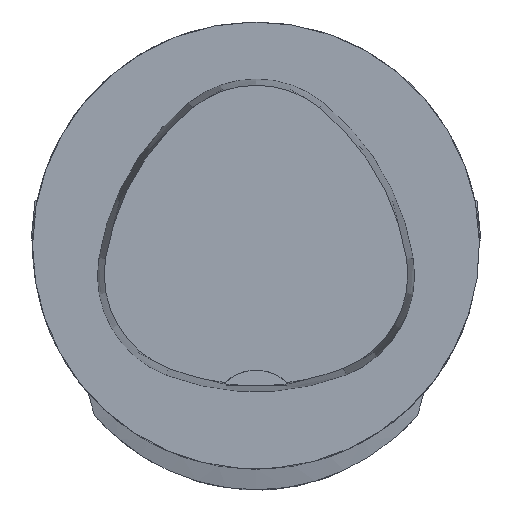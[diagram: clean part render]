
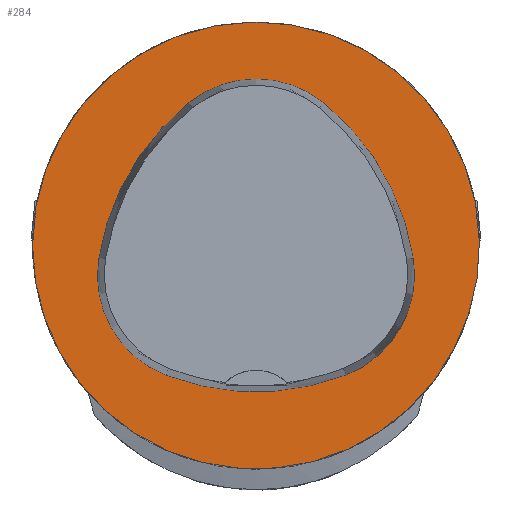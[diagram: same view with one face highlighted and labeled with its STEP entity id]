
A CAD part, top view. The second image highlights one B-rep face of the part: STEP entity #284.
In plain terms, the highlighted planar face has unit normal (0, 0, 1).
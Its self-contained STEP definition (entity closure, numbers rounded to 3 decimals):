
#284=ADVANCED_FACE('',(#708,#709),#359,.T.);
#359=PLANE('',#1952);
#708=FACE_BOUND('',#758,.T.);
#709=FACE_BOUND('',#759,.T.);
#758=EDGE_LOOP('',(#1034,#1035,#1036,#1037,#1038,#1039));
#759=EDGE_LOOP('',(#1040));
#1034=ORIENTED_EDGE('',*,*,#1619,.T.);
#1035=ORIENTED_EDGE('',*,*,#1599,.T.);
#1036=ORIENTED_EDGE('',*,*,#1603,.T.);
#1037=ORIENTED_EDGE('',*,*,#1606,.T.);
#1038=ORIENTED_EDGE('',*,*,#1609,.T.);
#1039=ORIENTED_EDGE('',*,*,#1617,.T.);
#1040=ORIENTED_EDGE('',*,*,#1587,.F.);
#1398=VERTEX_POINT('',#2894);
#1409=VERTEX_POINT('',#2928);
#1410=VERTEX_POINT('',#2929);
#1413=VERTEX_POINT('',#2937);
#1415=VERTEX_POINT('',#2943);
#1417=VERTEX_POINT('',#2949);
#1424=VERTEX_POINT('',#2970);
#1587=EDGE_CURVE('',#1398,#1398,#1745,.T.);
#1599=EDGE_CURVE('',#1409,#1410,#1746,.T.);
#1603=EDGE_CURVE('',#1410,#1413,#1748,.T.);
#1606=EDGE_CURVE('',#1413,#1415,#1750,.T.);
#1609=EDGE_CURVE('',#1415,#1417,#1752,.T.);
#1617=EDGE_CURVE('',#1417,#1424,#1756,.T.);
#1619=EDGE_CURVE('',#1424,#1409,#1758,.T.);
#1745=CIRCLE('',#1923,25.);
#1746=CIRCLE('',#1930,28.);
#1748=CIRCLE('',#1933,12.);
#1750=CIRCLE('',#1936,28.);
#1752=CIRCLE('',#1939,12.);
#1756=CIRCLE('',#1944,28.);
#1758=CIRCLE('',#1947,12.);
#1923=AXIS2_PLACEMENT_3D('',#2893,#2231,#2232);
#1930=AXIS2_PLACEMENT_3D('',#2927,#2249,#2250);
#1933=AXIS2_PLACEMENT_3D('',#2936,#2257,#2258);
#1936=AXIS2_PLACEMENT_3D('',#2942,#2264,#2265);
#1939=AXIS2_PLACEMENT_3D('',#2948,#2271,#2272);
#1944=AXIS2_PLACEMENT_3D('',#2971,#2283,#2284);
#1947=AXIS2_PLACEMENT_3D('',#2974,#2289,#2290);
#1952=AXIS2_PLACEMENT_3D('',#2979,#2299,#2300);
#2231=DIRECTION('',(0.,0.,-1.));
#2232=DIRECTION('',(-1.,0.,0.));
#2249=DIRECTION('',(0.,0.,-1.));
#2250=DIRECTION('',(-1.,0.,0.));
#2257=DIRECTION('',(0.,0.,-1.));
#2258=DIRECTION('',(-1.,0.,0.));
#2264=DIRECTION('',(0.,0.,-1.));
#2265=DIRECTION('',(-1.,0.,0.));
#2271=DIRECTION('',(0.,0.,-1.));
#2272=DIRECTION('',(-1.,0.,0.));
#2283=DIRECTION('',(0.,0.,-1.));
#2284=DIRECTION('',(-1.,0.,0.));
#2289=DIRECTION('',(0.,0.,-1.));
#2290=DIRECTION('',(-1.,0.,0.));
#2299=DIRECTION('',(0.,0.,1.));
#2300=DIRECTION('',(1.,0.,0.));
#2893=CARTESIAN_POINT('',(0.,0.,0.));
#2894=CARTESIAN_POINT('',(-25.,0.,0.));
#2927=CARTESIAN_POINT('',(10.068,-5.824,0.));
#2928=CARTESIAN_POINT('',(-17.584,-1.424,0.));
#2929=CARTESIAN_POINT('',(-7.531,15.953,0.));
#2936=CARTESIAN_POINT('',(0.011,6.62,0.));
#2937=CARTESIAN_POINT('',(7.567,15.942,0.));
#2942=CARTESIAN_POINT('',(-10.063,-5.81,0.));
#2943=CARTESIAN_POINT('',(17.59,-1.418,0.));
#2948=CARTESIAN_POINT('',(5.739,-3.3,0.));
#2949=CARTESIAN_POINT('',(10.05,-14.499,0.));
#2970=CARTESIAN_POINT('',(-10.025,-14.516,0.));
#2971=CARTESIAN_POINT('',(-0.01,11.631,0.));
#2974=CARTESIAN_POINT('',(-5.733,-3.31,0.));
#2979=CARTESIAN_POINT('',(0.,0.,0.));
